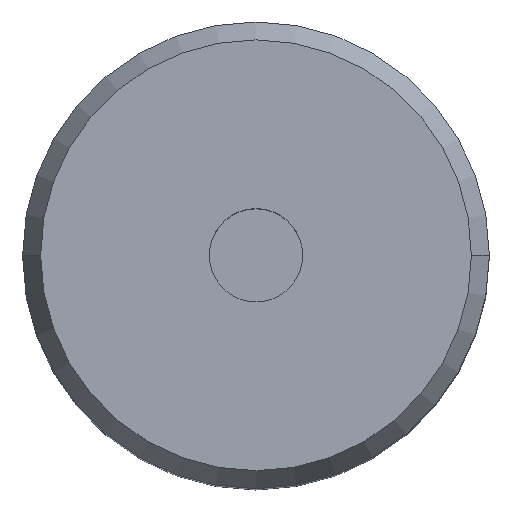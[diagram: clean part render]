
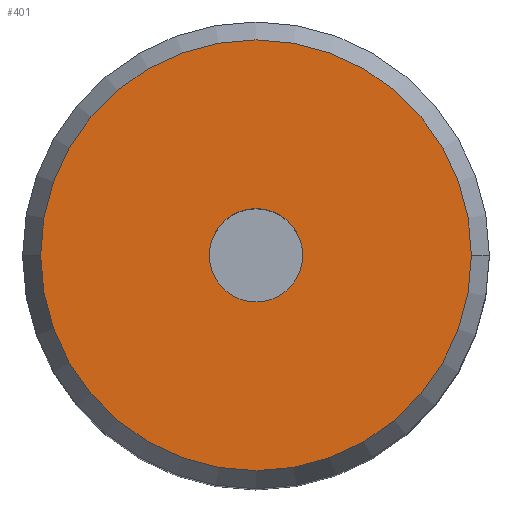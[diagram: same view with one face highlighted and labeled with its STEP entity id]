
A CAD part, top view. The second image highlights one B-rep face of the part: STEP entity #401.
In plain terms, the highlighted planar face has unit normal (0, 0, 1).
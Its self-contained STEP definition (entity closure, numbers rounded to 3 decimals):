
#1 = CARTESIAN_POINT ( 'NONE',  ( 3., 0., 49. ) ) ;
#28 = DIRECTION ( 'NONE',  ( 1., 0., 0. ) ) ;
#31 = CIRCLE ( 'NONE', #468, 13.845 ) ;
#36 = ORIENTED_EDGE ( 'NONE', *, *, #391, .T. ) ;
#63 = DIRECTION ( 'NONE',  ( 1., 0., 0. ) ) ;
#75 = VERTEX_POINT ( 'NONE', #449 ) ;
#108 = FACE_OUTER_BOUND ( 'NONE', #365, .T. ) ;
#132 = DIRECTION ( 'NONE',  ( 0., 0., 1. ) ) ;
#137 = ORIENTED_EDGE ( 'NONE', *, *, #456, .T. ) ;
#146 = DIRECTION ( 'NONE',  ( 0., 0., 1. ) ) ;
#149 = CARTESIAN_POINT ( 'NONE',  ( 0., 0., 49. ) ) ;
#169 = VERTEX_POINT ( 'NONE', #286 ) ;
#184 = CIRCLE ( 'NONE', #266, 3. ) ;
#189 = DIRECTION ( 'NONE',  ( 1., 0., 0. ) ) ;
#196 = VERTEX_POINT ( 'NONE', #325 ) ;
#197 = DIRECTION ( 'NONE',  ( 0., 0., 1. ) ) ;
#198 = EDGE_LOOP ( 'NONE', ( #436, #199 ) ) ;
#199 = ORIENTED_EDGE ( 'NONE', *, *, #257, .F. ) ;
#230 = CARTESIAN_POINT ( 'NONE',  ( 0., 0., 49. ) ) ;
#257 = EDGE_CURVE ( 'NONE', #169, #267, #184, .T. ) ;
#266 = AXIS2_PLACEMENT_3D ( 'NONE', #413, #132, #368 ) ;
#267 = VERTEX_POINT ( 'NONE', #1 ) ;
#273 = CIRCLE ( 'NONE', #484, 13.845 ) ;
#279 = DIRECTION ( 'NONE',  ( 0., 0., 1. ) ) ;
#286 = CARTESIAN_POINT ( 'NONE',  ( -3., 0., 49. ) ) ;
#325 = CARTESIAN_POINT ( 'NONE',  ( -13.845, 0., 49. ) ) ;
#342 = AXIS2_PLACEMENT_3D ( 'NONE', #474, #197, #352 ) ;
#352 = DIRECTION ( 'NONE',  ( 1., 0., 0. ) ) ;
#365 = EDGE_LOOP ( 'NONE', ( #137, #36 ) ) ;
#368 = DIRECTION ( 'NONE',  ( 1., 0., 0. ) ) ;
#391 = EDGE_CURVE ( 'NONE', #75, #196, #31, .T. ) ;
#401 = ADVANCED_FACE ( 'NONE', ( #108, #502 ), #421, .T. ) ;
#413 = CARTESIAN_POINT ( 'NONE',  ( 0., 0., 49. ) ) ;
#421 = PLANE ( 'NONE',  #424 ) ;
#424 = AXIS2_PLACEMENT_3D ( 'NONE', #506, #146, #63 ) ;
#426 = DIRECTION ( 'NONE',  ( 0., 0., 1. ) ) ;
#433 = CIRCLE ( 'NONE', #342, 3. ) ;
#436 = ORIENTED_EDGE ( 'NONE', *, *, #517, .F. ) ;
#449 = CARTESIAN_POINT ( 'NONE',  ( 13.845, 0., 49. ) ) ;
#456 = EDGE_CURVE ( 'NONE', #196, #75, #273, .T. ) ;
#468 = AXIS2_PLACEMENT_3D ( 'NONE', #149, #426, #189 ) ;
#474 = CARTESIAN_POINT ( 'NONE',  ( 0., 0., 49. ) ) ;
#484 = AXIS2_PLACEMENT_3D ( 'NONE', #230, #279, #28 ) ;
#502 = FACE_BOUND ( 'NONE', #198, .T. ) ;
#506 = CARTESIAN_POINT ( 'NONE',  ( 3., 0., 49. ) ) ;
#517 = EDGE_CURVE ( 'NONE', #267, #169, #433, .T. ) ;
